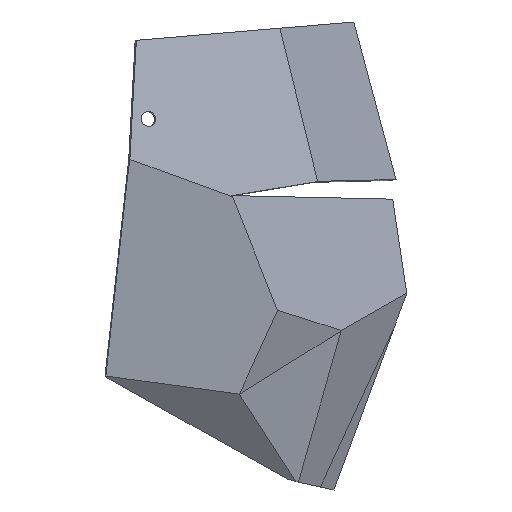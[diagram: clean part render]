
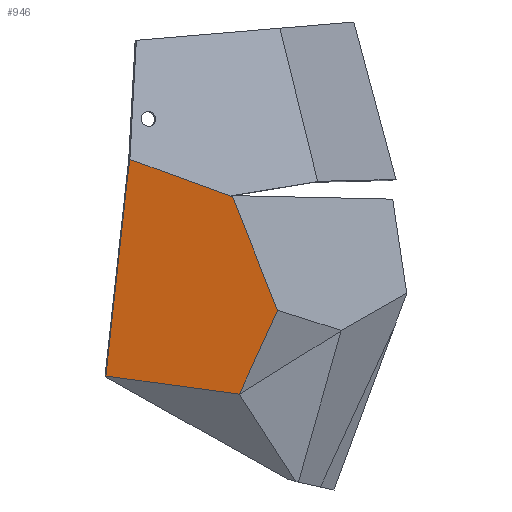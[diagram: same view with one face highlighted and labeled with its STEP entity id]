
A CAD part, left-side view. The second image highlights one B-rep face of the part: STEP entity #946.
In plain terms, the highlighted planar face has unit normal (-0.966, -0.178, -0.186).
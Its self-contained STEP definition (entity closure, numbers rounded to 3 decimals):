
#48=FACE_OUTER_BOUND('',#103,.T.);
#103=EDGE_LOOP('',(#701,#702,#703,#704,#705,#706));
#164=LINE('',#1371,#291);
#171=LINE('',#1409,#298);
#203=LINE('',#1473,#330);
#207=LINE('',#1480,#334);
#208=LINE('',#1481,#335);
#209=LINE('',#1482,#336);
#291=VECTOR('',#1092,10.025);
#298=VECTOR('',#1107,10.024);
#330=VECTOR('',#1161,10.008);
#334=VECTOR('',#1167,10.047);
#335=VECTOR('',#1168,10.036);
#336=VECTOR('',#1169,10.05);
#418=VERTEX_POINT('',#1368);
#419=VERTEX_POINT('',#1370);
#426=VERTEX_POINT('',#1408);
#446=VERTEX_POINT('',#1471);
#447=VERTEX_POINT('',#1472);
#449=VERTEX_POINT('',#1479);
#499=EDGE_CURVE('',#418,#419,#164,.T.);
#509=EDGE_CURVE('',#419,#426,#171,.T.);
#541=EDGE_CURVE('',#446,#447,#203,.F.);
#545=EDGE_CURVE('',#426,#449,#207,.F.);
#546=EDGE_CURVE('',#418,#447,#208,.F.);
#547=EDGE_CURVE('',#449,#446,#209,.T.);
#701=ORIENTED_EDGE('',*,*,#545,.F.);
#702=ORIENTED_EDGE('',*,*,#509,.F.);
#703=ORIENTED_EDGE('',*,*,#499,.F.);
#704=ORIENTED_EDGE('',*,*,#546,.T.);
#705=ORIENTED_EDGE('',*,*,#541,.F.);
#706=ORIENTED_EDGE('',*,*,#547,.F.);
#891=PLANE('',#1017);
#946=ADVANCED_FACE('',(#48),#891,.F.);
#1017=AXIS2_PLACEMENT_3D('',#1478,#1165,#1166);
#1092=DIRECTION('',(-0.169,-0.107,0.98));
#1107=DIRECTION('',(-0.166,-0.122,0.979));
#1161=DIRECTION('',(-0.098,-0.412,0.906));
#1165=DIRECTION('center_axis',(0.966,0.178,0.186));
#1166=DIRECTION('ref_axis',(0.189,0.,-0.982));
#1167=DIRECTION('',(-0.232,0.914,0.334));
#1168=DIRECTION('',(-0.204,0.97,0.132));
#1169=DIRECTION('',(0.239,-0.358,-0.902));
#1368=CARTESIAN_POINT('',(-69.33,127.336,-75.069));
#1370=CARTESIAN_POINT('',(-83.8,118.158,9.012));
#1371=CARTESIAN_POINT('',(-69.406,127.287,-74.626));
#1408=CARTESIAN_POINT('',(-85.441,116.952,18.703));
#1409=CARTESIAN_POINT('',(-83.411,118.444,6.713));
#1471=CARTESIAN_POINT('',(-61.145,53.062,-46.588));
#1472=CARTESIAN_POINT('',(-57.198,69.57,-82.92));
#1473=CARTESIAN_POINT('',(-60.307,56.567,-54.302));
#1478=CARTESIAN_POINT('Origin',(-71.742,95.999,-32.531));
#1479=CARTESIAN_POINT('',(-74.154,72.532,2.473));
#1480=CARTESIAN_POINT('',(-77.541,85.862,7.343));
#1481=CARTESIAN_POINT('',(-62.045,92.648,-79.783));
#1482=CARTESIAN_POINT('',(-66.133,60.527,-27.777));
